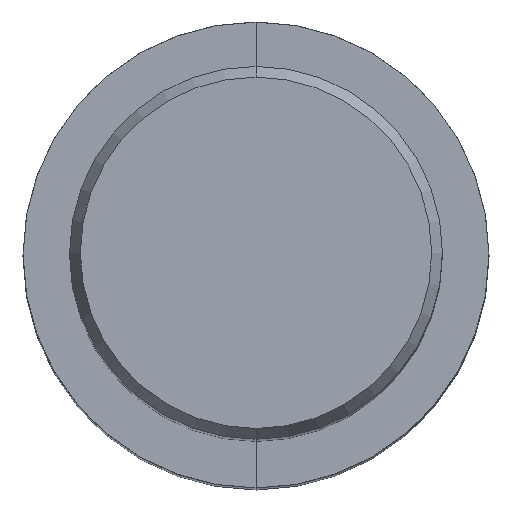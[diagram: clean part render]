
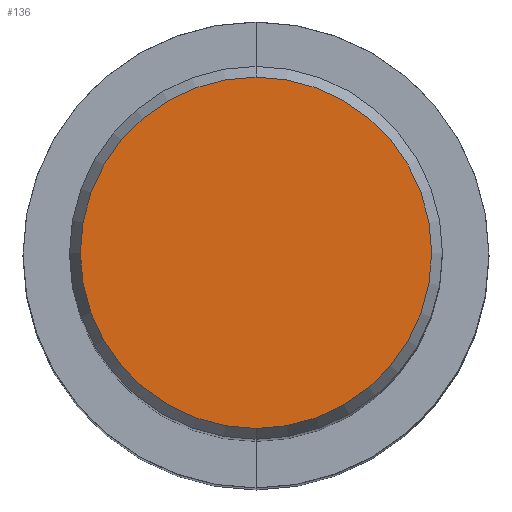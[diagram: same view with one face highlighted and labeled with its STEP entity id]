
A CAD part, top view. The second image highlights one B-rep face of the part: STEP entity #136.
In plain terms, the highlighted planar face has unit normal (0, 0, 1).
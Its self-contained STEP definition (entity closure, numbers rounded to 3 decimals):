
#84=VERTEX_POINT('',#199);
#98=VERTEX_POINT('',#213);
#108=EDGE_CURVE('',#98,#84,#225,.T.);
#122=EDGE_CURVE('',#84,#98,#244,.T.);
#136=ADVANCED_FACE('',(#259),#260,.T.);
#199=CARTESIAN_POINT('',(0.0,7.479,0.01));
#213=CARTESIAN_POINT('',(0.,-7.479,0.01));
#225=CIRCLE('',#350,7.479);
#244=CIRCLE('',#370,7.479);
#259=FACE_OUTER_BOUND('',#389,.T.);
#260=PLANE('',#390);
#350=AXIS2_PLACEMENT_3D('',#478,#479,#480);
#370=AXIS2_PLACEMENT_3D('',#518,#519,#520);
#389=EDGE_LOOP('',(#537,#538));
#390=AXIS2_PLACEMENT_3D('',#539,#540,#541);
#478=CARTESIAN_POINT('',(0.0,0.0,0.01));
#479=DIRECTION('',(0.0,0.0,-1.0));
#480=DIRECTION('',(0.0,1.0,0.0));
#518=CARTESIAN_POINT('',(0.0,0.0,0.01));
#519=DIRECTION('',(0.0,0.0,-1.0));
#520=DIRECTION('',(0.0,1.0,0.0));
#537=ORIENTED_EDGE('',*,*,#122,.F.);
#538=ORIENTED_EDGE('',*,*,#108,.F.);
#539=CARTESIAN_POINT('',(0.0,3.74,0.01));
#540=DIRECTION('',(-0.0,0.0,1.0));
#541=DIRECTION('',(0.0,-1.0,0.0));
